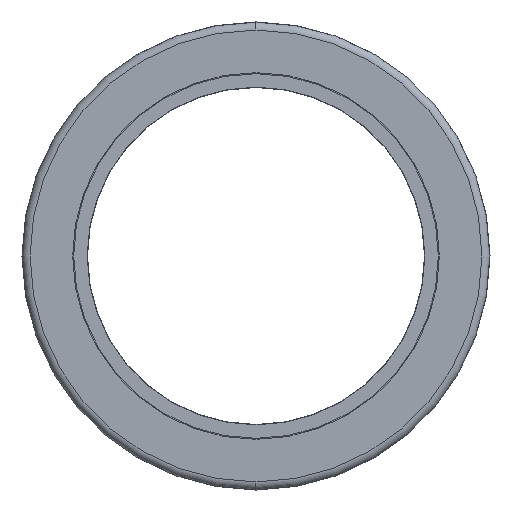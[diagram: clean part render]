
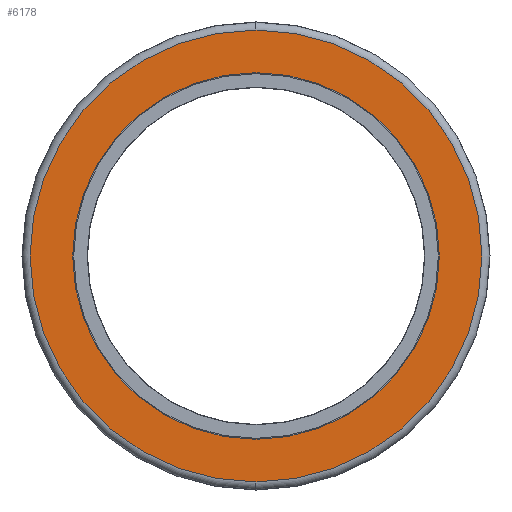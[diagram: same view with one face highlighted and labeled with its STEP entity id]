
A CAD part, left-side view. The second image highlights one B-rep face of the part: STEP entity #6178.
In plain terms, the highlighted planar face has unit normal (-1, 0, 0).
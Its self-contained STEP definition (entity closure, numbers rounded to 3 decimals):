
#46 = DIRECTION ( 'NONE',  ( 0., 0., -1. ) ) ;
#124 = VERTEX_POINT ( 'NONE', #11228 ) ;
#540 = CARTESIAN_POINT ( 'NONE',  ( 5.262, 0., 0. ) ) ;
#903 = AXIS2_PLACEMENT_3D ( 'NONE', #15568, #15556, #15535 ) ;
#1144 = AXIS2_PLACEMENT_3D ( 'NONE', #540, #4651, #46 ) ;
#1202 = EDGE_CURVE ( 'NONE', #124, #3664, #14165, .T. ) ;
#1290 = EDGE_CURVE ( 'NONE', #10965, #3870, #13453, .T. ) ;
#2040 = CARTESIAN_POINT ( 'NONE',  ( 5.262, 0., -26.05 ) ) ;
#2263 = CARTESIAN_POINT ( 'NONE',  ( 5.262, 0., 26.05 ) ) ;
#3664 = VERTEX_POINT ( 'NONE', #13144 ) ;
#3799 = DIRECTION ( 'NONE',  ( 1., 0., 0. ) ) ;
#3870 = VERTEX_POINT ( 'NONE', #2263 ) ;
#4495 = DIRECTION ( 'NONE',  ( -1., 0., 0. ) ) ;
#4547 = CARTESIAN_POINT ( 'NONE',  ( 5.262, 0., 0. ) ) ;
#4651 = DIRECTION ( 'NONE',  ( 1., 0., 0. ) ) ;
#6042 = DIRECTION ( 'NONE',  ( 0., 0., -1. ) ) ;
#6178 = ADVANCED_FACE ( 'NONE', ( #15649, #15601 ), #17726, .T. ) ;
#7295 = EDGE_LOOP ( 'NONE', ( #8757, #18645 ) ) ;
#7388 = EDGE_LOOP ( 'NONE', ( #8979, #9015 ) ) ;
#7577 = DIRECTION ( 'NONE',  ( 0., 0., -1. ) ) ;
#7584 = AXIS2_PLACEMENT_3D ( 'NONE', #13332, #4495, #14822 ) ;
#8757 = ORIENTED_EDGE ( 'NONE', *, *, #1290, .T. ) ;
#8979 = ORIENTED_EDGE ( 'NONE', *, *, #16819, .F. ) ;
#9015 = ORIENTED_EDGE ( 'NONE', *, *, #1202, .F. ) ;
#10965 = VERTEX_POINT ( 'NONE', #2040 ) ;
#11228 = CARTESIAN_POINT ( 'NONE',  ( 5.262, 0., 33.45 ) ) ;
#11511 = AXIS2_PLACEMENT_3D ( 'NONE', #12620, #3799, #7577 ) ;
#12125 = CIRCLE ( 'NONE', #15151, 33.45 ) ;
#12620 = CARTESIAN_POINT ( 'NONE',  ( 5.262, 0., 0. ) ) ;
#13144 = CARTESIAN_POINT ( 'NONE',  ( 5.262, 0., -33.45 ) ) ;
#13332 = CARTESIAN_POINT ( 'NONE',  ( 5.262, 33.45, 0. ) ) ;
#13453 = CIRCLE ( 'NONE', #903, 26.05 ) ;
#13748 = CIRCLE ( 'NONE', #11511, 26.05 ) ;
#14165 = CIRCLE ( 'NONE', #1144, 33.45 ) ;
#14822 = DIRECTION ( 'NONE',  ( 0., 0., 1. ) ) ;
#14885 = DIRECTION ( 'NONE',  ( 1., 0., 0. ) ) ;
#15151 = AXIS2_PLACEMENT_3D ( 'NONE', #4547, #14885, #6042 ) ;
#15535 = DIRECTION ( 'NONE',  ( 0., 0., -1. ) ) ;
#15556 = DIRECTION ( 'NONE',  ( 1., 0., 0. ) ) ;
#15568 = CARTESIAN_POINT ( 'NONE',  ( 5.262, 0., 0. ) ) ;
#15601 = FACE_OUTER_BOUND ( 'NONE', #7388, .T. ) ;
#15649 = FACE_BOUND ( 'NONE', #7295, .T. ) ;
#16679 = EDGE_CURVE ( 'NONE', #3870, #10965, #13748, .T. ) ;
#16819 = EDGE_CURVE ( 'NONE', #3664, #124, #12125, .T. ) ;
#17726 = PLANE ( 'NONE',  #7584 ) ;
#18645 = ORIENTED_EDGE ( 'NONE', *, *, #16679, .T. ) ;
